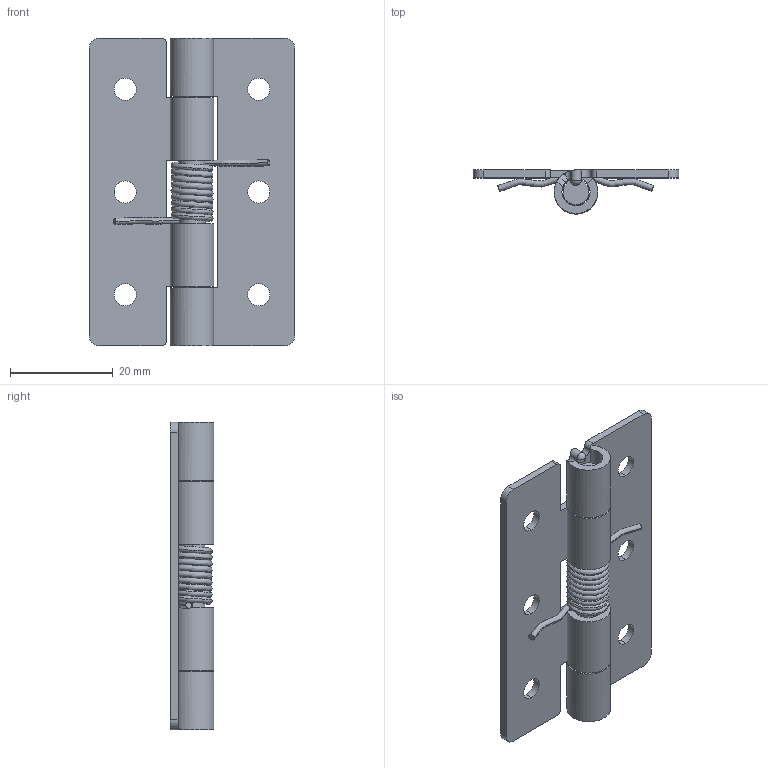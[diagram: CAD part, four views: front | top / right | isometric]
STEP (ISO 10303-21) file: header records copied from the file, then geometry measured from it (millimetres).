
FILE_DESCRIPTION( (''), '2;1');
FILE_NAME ('PC3949.19872.TH_202SUS_15165.stp','2026-02-02T13:14:32',(''),(''),'spGate 20.6.3 (****-****-****-****)','','');
FILE_SCHEMA (('AUTOMOTIVE_DESIGN'));
Length unit declared in the file: millimetre
Products named in the file (5): Assembly; シャフト; ヒンジピースA; ヒンジピースB; スプリング
Assembly tree (4 placements, depth 2):
  Assembly
    シャフト
    ヒンジピースA
    ヒンジピースB
    スプリング
Bounding box: 40 x 8.56 x 60 mm (x, y, z)
Volume: 5547.2 mm3; surface area: 8259.9 mm2
Topology: 4 solids, 4 shells, 88 faces, 232 edges, 150 vertices
Faces by surface type: cylinder 42, plane 38, bspline 6, sphere 2
Entity records: 9440 total; most frequent: CARTESIAN_POINT 5336, ORIENTED_EDGE 460, DIRECTION 454, COLOUR_RGB 322, PRESENTATION_STYLE_ASSIGNMENT 322, STYLED_ITEM 322, EDGE_CURVE 230, DRAUGHTING_PRE_DEFINED_CURVE_FONT 230
